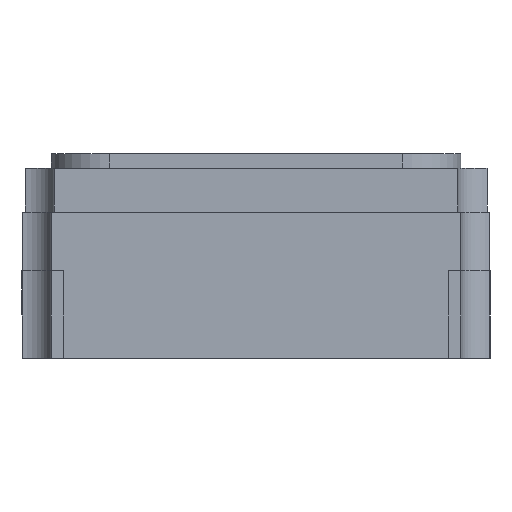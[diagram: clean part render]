
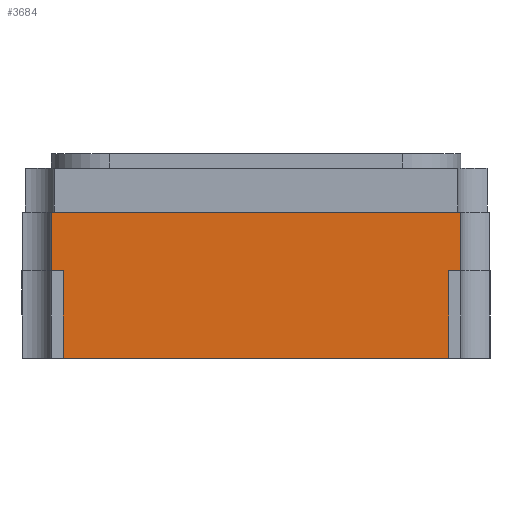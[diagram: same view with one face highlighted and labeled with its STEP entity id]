
A CAD part, left-side view. The second image highlights one B-rep face of the part: STEP entity #3684.
In plain terms, the highlighted planar face has unit normal (-1, 0, 0).
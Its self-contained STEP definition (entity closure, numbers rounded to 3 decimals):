
#282=ORIENTED_EDGE('',*,*,#1384,.F.);
#283=ORIENTED_EDGE('',*,*,#1385,.T.);
#284=ORIENTED_EDGE('',*,*,#1359,.T.);
#285=ORIENTED_EDGE('',*,*,#1386,.F.);
#286=ORIENTED_EDGE('',*,*,#1387,.T.);
#287=ORIENTED_EDGE('',*,*,#1388,.F.);
#288=ORIENTED_EDGE('',*,*,#1389,.F.);
#289=ORIENTED_EDGE('',*,*,#1390,.T.);
#1359=EDGE_CURVE('',#1913,#1912,#2282,.T.);
#1384=EDGE_CURVE('',#1933,#1934,#2305,.T.);
#1385=EDGE_CURVE('',#1933,#1913,#2306,.T.);
#1386=EDGE_CURVE('',#1935,#1912,#2307,.T.);
#1387=EDGE_CURVE('',#1935,#1936,#2308,.T.);
#1388=EDGE_CURVE('',#1937,#1936,#2309,.T.);
#1389=EDGE_CURVE('',#1938,#1937,#2310,.T.);
#1390=EDGE_CURVE('',#1938,#1934,#2311,.T.);
#1912=VERTEX_POINT('',#5830);
#1913=VERTEX_POINT('',#5832);
#1933=VERTEX_POINT('',#5881);
#1934=VERTEX_POINT('',#5882);
#1935=VERTEX_POINT('',#5885);
#1936=VERTEX_POINT('',#5887);
#1937=VERTEX_POINT('',#5889);
#1938=VERTEX_POINT('',#5891);
#2282=LINE('',#5831,#2677);
#2305=LINE('',#5880,#2700);
#2306=LINE('',#5883,#2701);
#2307=LINE('',#5884,#2702);
#2308=LINE('',#5886,#2703);
#2309=LINE('',#5888,#2704);
#2310=LINE('',#5890,#2705);
#2311=LINE('',#5892,#2706);
#2677=VECTOR('',#4941,1000.);
#2700=VECTOR('',#4976,1000.);
#2701=VECTOR('',#4977,1000.);
#2702=VECTOR('',#4978,1000.);
#2703=VECTOR('',#4979,1000.);
#2704=VECTOR('',#4980,1000.);
#2705=VECTOR('',#4981,1000.);
#2706=VECTOR('',#4982,1000.);
#3050=EDGE_LOOP('',(#282,#283,#284,#285,#286,#287,#288,#289));
#3277=FACE_BOUND('',#3050,.T.);
#3503=PLANE('',#4683);
#3684=ADVANCED_FACE('',(#3277),#3503,.F.);
#4683=AXIS2_PLACEMENT_3D('',#5879,#4974,#4975);
#4941=DIRECTION('',(0.,-1.,0.));
#4974=DIRECTION('',(1.,0.,0.));
#4975=DIRECTION('',(0.,0.,-1.));
#4976=DIRECTION('',(0.,1.,0.));
#4977=DIRECTION('',(0.,0.,-1.));
#4978=DIRECTION('',(0.,0.,-1.));
#4979=DIRECTION('',(0.,-1.,0.));
#4980=DIRECTION('',(0.,0.,-1.));
#4981=DIRECTION('',(0.,-1.,0.));
#4982=DIRECTION('',(0.,0.,-1.));
#5830=CARTESIAN_POINT('',(-1.,-0.659,0.));
#5831=CARTESIAN_POINT('',(-1.,0.7,0.));
#5832=CARTESIAN_POINT('',(-1.,0.659,0.));
#5879=CARTESIAN_POINT('',(-1.,0.7,0.5));
#5880=CARTESIAN_POINT('',(-1.,0.659,0.3));
#5881=CARTESIAN_POINT('',(-1.,0.659,0.3));
#5882=CARTESIAN_POINT('',(-1.,0.7,0.3));
#5883=CARTESIAN_POINT('',(-1.,0.659,0.3));
#5884=CARTESIAN_POINT('',(-1.,-0.659,0.3));
#5885=CARTESIAN_POINT('',(-1.,-0.659,0.3));
#5886=CARTESIAN_POINT('',(-1.,-0.659,0.3));
#5887=CARTESIAN_POINT('',(-1.,-0.7,0.3));
#5888=CARTESIAN_POINT('',(-1.,-0.7,0.5));
#5889=CARTESIAN_POINT('',(-1.,-0.7,0.5));
#5890=CARTESIAN_POINT('',(-1.,0.7,0.5));
#5891=CARTESIAN_POINT('',(-1.,0.7,0.5));
#5892=CARTESIAN_POINT('',(-1.,0.7,0.5));
